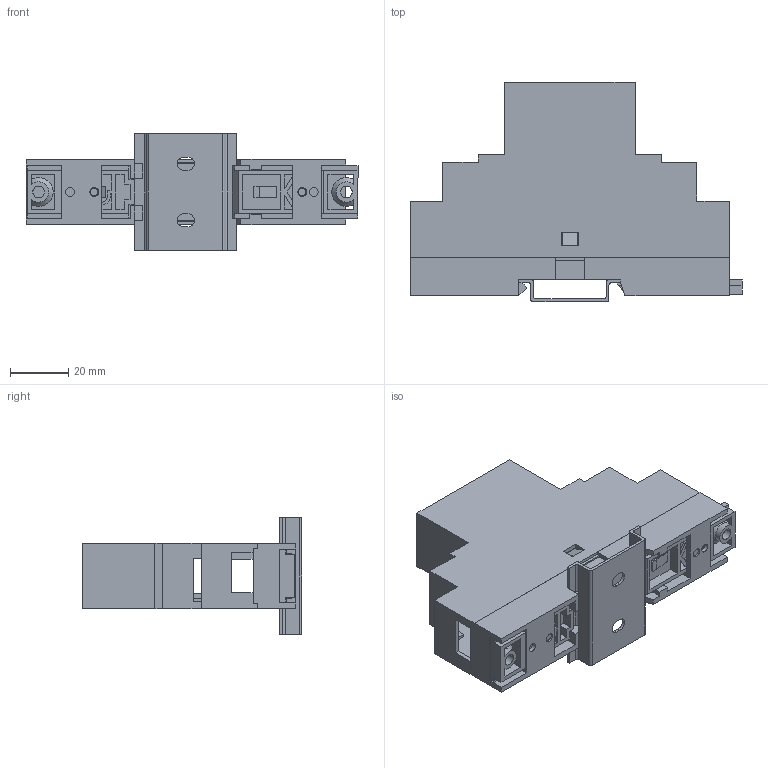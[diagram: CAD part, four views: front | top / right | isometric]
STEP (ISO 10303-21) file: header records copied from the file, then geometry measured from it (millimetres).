
FILE_DESCRIPTION (( 'STEP AP214' ), '1' );
FILE_NAME ('MD12T-22.5-01.STEP', '2022-01-24T10:41:39', ( '' ), ( '' ), 'SwSTEP 2.0', 'SolidWorks 2017', '' );
FILE_SCHEMA (( 'AUTOMOTIVE_DESIGN' ));
Length unit declared in the file: millimetre
Products named in the file (18): Rail-35; Clip-Small; Screw-small; Vertical PCB-MD12T-22.5; Base PCB-MDP-MD12T-22.5-01; Base plate - MDB-MD12T-22.5; MD12T-22.5-01; TopCover - MDC-MD12T-22.5; Clip-Big
Assembly tree (9 placements, depth 2):
  Clip-Small
  Base PCB-MDP-MD12T-22.5-01
  Rail-35
  Base plate - MDB-MD12T-22.5
  MD12T-22.5-01
    Base plate - MDB-MD12T-22.5
    TopCover - MDC-MD12T-22.5
    Base PCB-MDP-MD12T-22.5-01
    Clip-Big
    Clip-Small
    Screw-small  x2
    Vertical PCB-MD12T-22.5
    Rail-35
Bounding box: 114.3 x 75.55 x 40 mm (x, y, z)
Volume: 40799 mm3; surface area: 58368.8 mm2
Topology: 9 solids, 9 shells, 575 faces, 1646 edges, 1082 vertices
Faces by surface type: plane 412, cylinder 137, cone 20, torus 6
Entity records: 18440 total; most frequent: CARTESIAN_POINT 3269, ORIENTED_EDGE 3142, DIRECTION 2939, EDGE_CURVE 1571, VECTOR 1265, LINE 1265, VERTEX_POINT 1035, AXIS2_PLACEMENT_3D 837
